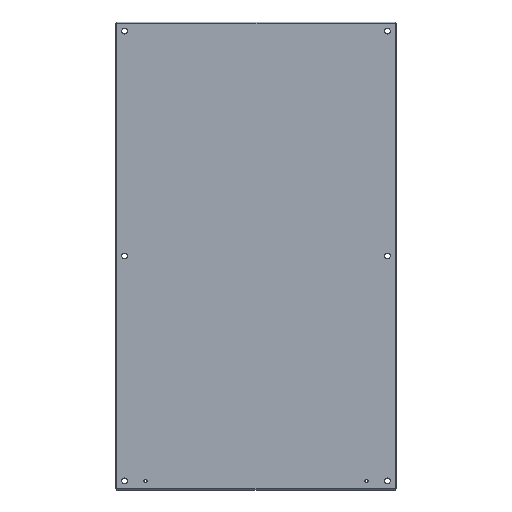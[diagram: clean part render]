
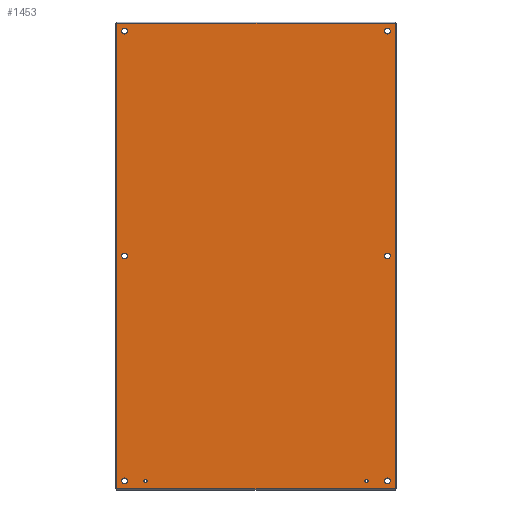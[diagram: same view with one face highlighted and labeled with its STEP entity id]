
A CAD part, top view. The second image highlights one B-rep face of the part: STEP entity #1453.
In plain terms, the highlighted planar face has unit normal (0, 0, 1).
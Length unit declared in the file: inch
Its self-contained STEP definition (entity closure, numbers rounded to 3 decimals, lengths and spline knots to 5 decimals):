
#79=CARTESIAN_POINT('',(24.281,0.875,0.0937));
#80=VERTEX_POINT('',#79);
#81=CARTESIAN_POINT('',(24.125,0.875,0.0937));
#82=DIRECTION('',(0.0,0.0,-1.0));
#83=DIRECTION('',(1.0,0.0,0.0));
#84=AXIS2_PLACEMENT_3D('',#81,#82,#83);
#85=CIRCLE('',#84,0.156);
#86=EDGE_CURVE('',#80,#80,#85,.T.);
#107=CARTESIAN_POINT('',(3.031,0.875,0.0937));
#108=VERTEX_POINT('',#107);
#109=CARTESIAN_POINT('',(2.875,0.875,0.0937));
#110=DIRECTION('',(0.0,0.0,-1.0));
#111=DIRECTION('',(1.0,0.0,0.0));
#112=AXIS2_PLACEMENT_3D('',#109,#110,#111);
#113=CIRCLE('',#112,0.156);
#114=EDGE_CURVE('',#108,#108,#113,.T.);
#135=CARTESIAN_POINT('',(26.4065,22.5,0.0937));
#136=VERTEX_POINT('',#135);
#137=CARTESIAN_POINT('',(26.125,22.5,0.0937));
#138=DIRECTION('',(0.0,0.0,-1.0));
#139=DIRECTION('',(1.0,0.0,0.0));
#140=AXIS2_PLACEMENT_3D('',#137,#138,#139);
#141=CIRCLE('',#140,0.2815);
#142=EDGE_CURVE('',#136,#136,#141,.T.);
#163=CARTESIAN_POINT('',(1.1565,22.5,0.0937));
#164=VERTEX_POINT('',#163);
#165=CARTESIAN_POINT('',(0.875,22.5,0.0937));
#166=DIRECTION('',(0.0,0.0,-1.0));
#167=DIRECTION('',(1.0,0.0,0.0));
#168=AXIS2_PLACEMENT_3D('',#165,#166,#167);
#169=CIRCLE('',#168,0.2815);
#170=EDGE_CURVE('',#164,#164,#169,.T.);
#191=CARTESIAN_POINT('',(26.4065,0.875,0.0937));
#192=VERTEX_POINT('',#191);
#193=CARTESIAN_POINT('',(26.125,0.875,0.0937));
#194=DIRECTION('',(0.0,0.0,-1.0));
#195=DIRECTION('',(1.0,0.0,0.0));
#196=AXIS2_PLACEMENT_3D('',#193,#194,#195);
#197=CIRCLE('',#196,0.2815);
#198=EDGE_CURVE('',#192,#192,#197,.T.);
#219=CARTESIAN_POINT('',(26.4065,44.125,0.0937));
#220=VERTEX_POINT('',#219);
#221=CARTESIAN_POINT('',(26.125,44.125,0.0937));
#222=DIRECTION('',(0.0,0.0,-1.0));
#223=DIRECTION('',(1.0,0.0,0.0));
#224=AXIS2_PLACEMENT_3D('',#221,#222,#223);
#225=CIRCLE('',#224,0.2815);
#226=EDGE_CURVE('',#220,#220,#225,.T.);
#247=CARTESIAN_POINT('',(1.1565,44.125,0.0937));
#248=VERTEX_POINT('',#247);
#249=CARTESIAN_POINT('',(0.875,44.125,0.0937));
#250=DIRECTION('',(0.0,0.0,-1.0));
#251=DIRECTION('',(1.0,0.0,0.0));
#252=AXIS2_PLACEMENT_3D('',#249,#250,#251);
#253=CIRCLE('',#252,0.2815);
#254=EDGE_CURVE('',#248,#248,#253,.T.);
#275=CARTESIAN_POINT('',(1.1565,0.875,0.0937));
#276=VERTEX_POINT('',#275);
#277=CARTESIAN_POINT('',(0.875,0.875,0.0937));
#278=DIRECTION('',(0.0,0.0,-1.0));
#279=DIRECTION('',(1.0,0.0,0.0));
#280=AXIS2_PLACEMENT_3D('',#277,#278,#279);
#281=CIRCLE('',#280,0.2815);
#282=EDGE_CURVE('',#276,#276,#281,.T.);
#437=CARTESIAN_POINT('',(26.87505,44.87505,0.0937));
#438=VERTEX_POINT('',#437);
#487=CARTESIAN_POINT('',(26.87505,0.12495,0.0937));
#488=VERTEX_POINT('',#487);
#568=CARTESIAN_POINT('',(26.87505,0.12495,0.0937));
#569=DIRECTION('',(0.0,1.0,0.0));
#570=VECTOR('',#569,44.7501);
#571=LINE('',#568,#570);
#572=EDGE_CURVE('',#488,#438,#571,.T.);
#758=CARTESIAN_POINT('',(0.12495,0.12495,0.0937));
#759=VERTEX_POINT('',#758);
#839=CARTESIAN_POINT('',(0.12495,0.12495,0.0937));
#840=DIRECTION('',(1.0,0.0,0.0));
#841=VECTOR('',#840,26.7501);
#842=LINE('',#839,#841);
#843=EDGE_CURVE('',#759,#488,#842,.T.);
#1029=CARTESIAN_POINT('',(0.12495,44.87505,0.0937));
#1030=VERTEX_POINT('',#1029);
#1110=CARTESIAN_POINT('',(0.12495,44.87505,0.0937));
#1111=DIRECTION('',(0.0,-1.0,0.0));
#1112=VECTOR('',#1111,44.7501);
#1113=LINE('',#1110,#1112);
#1114=EDGE_CURVE('',#1030,#759,#1113,.T.);
#1372=CARTESIAN_POINT('',(26.87505,44.87505,0.0937));
#1373=DIRECTION('',(-1.0,0.0,0.0));
#1374=VECTOR('',#1373,26.7501);
#1375=LINE('',#1372,#1374);
#1376=EDGE_CURVE('',#438,#1030,#1375,.T.);
#1418=CARTESIAN_POINT('',(13.5,22.5,0.0937));
#1419=DIRECTION('',(0.0,0.0,1.0));
#1420=DIRECTION('',(1.0,0.0,0.0));
#1421=AXIS2_PLACEMENT_3D('',#1418,#1419,#1420);
#1422=PLANE('',#1421);
#1423=ORIENTED_EDGE('',*,*,#572,.T.);
#1424=ORIENTED_EDGE('',*,*,#1376,.T.);
#1425=ORIENTED_EDGE('',*,*,#1114,.T.);
#1426=ORIENTED_EDGE('',*,*,#843,.T.);
#1427=EDGE_LOOP('',(#1423,#1424,#1425,#1426));
#1428=FACE_OUTER_BOUND('',#1427,.T.);
#1429=ORIENTED_EDGE('',*,*,#86,.T.);
#1430=EDGE_LOOP('',(#1429));
#1431=FACE_BOUND('',#1430,.T.);
#1432=ORIENTED_EDGE('',*,*,#114,.T.);
#1433=EDGE_LOOP('',(#1432));
#1434=FACE_BOUND('',#1433,.T.);
#1435=ORIENTED_EDGE('',*,*,#142,.T.);
#1436=EDGE_LOOP('',(#1435));
#1437=FACE_BOUND('',#1436,.T.);
#1438=ORIENTED_EDGE('',*,*,#170,.T.);
#1439=EDGE_LOOP('',(#1438));
#1440=FACE_BOUND('',#1439,.T.);
#1441=ORIENTED_EDGE('',*,*,#198,.T.);
#1442=EDGE_LOOP('',(#1441));
#1443=FACE_BOUND('',#1442,.T.);
#1444=ORIENTED_EDGE('',*,*,#226,.T.);
#1445=EDGE_LOOP('',(#1444));
#1446=FACE_BOUND('',#1445,.T.);
#1447=ORIENTED_EDGE('',*,*,#254,.T.);
#1448=EDGE_LOOP('',(#1447));
#1449=FACE_BOUND('',#1448,.T.);
#1450=ORIENTED_EDGE('',*,*,#282,.T.);
#1451=EDGE_LOOP('',(#1450));
#1452=FACE_BOUND('',#1451,.T.);
#1453=ADVANCED_FACE('',(#1428,#1431,#1434,#1437,#1440,#1443,#1446,#1449,#1452),#1422,.T.);
